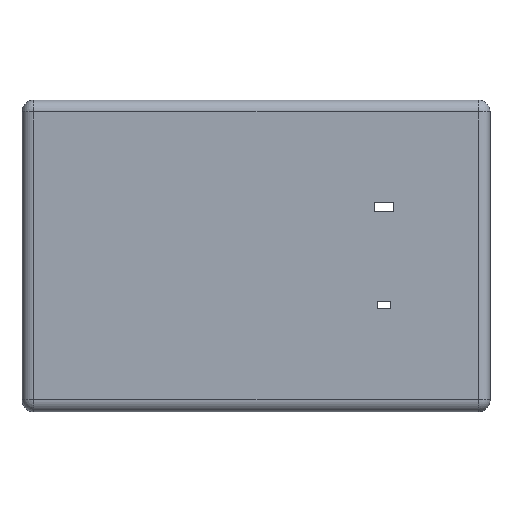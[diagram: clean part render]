
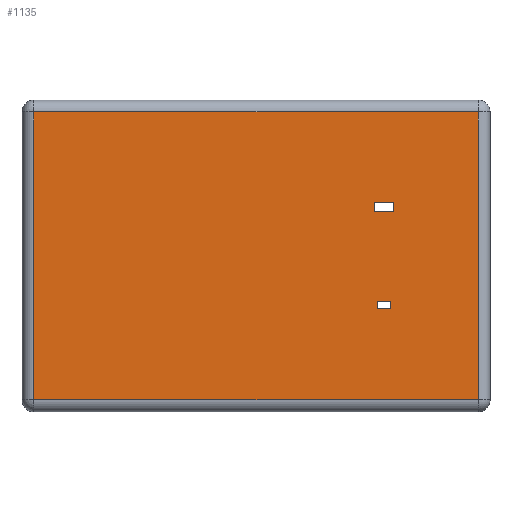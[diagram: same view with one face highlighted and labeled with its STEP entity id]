
A CAD part, top view. The second image highlights one B-rep face of the part: STEP entity #1135.
In plain terms, the highlighted planar face has unit normal (0, 0, 1).
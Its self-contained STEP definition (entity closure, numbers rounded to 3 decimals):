
#15=FACE_BOUND('',#168,.T.);
#16=FACE_BOUND('',#169,.T.);
#105=FACE_OUTER_BOUND('',#167,.T.);
#167=EDGE_LOOP('',(#955,#956,#957,#958));
#168=EDGE_LOOP('',(#959,#960,#961,#962));
#169=EDGE_LOOP('',(#963,#964,#965,#966));
#183=LINE('',#1537,#323);
#187=LINE('',#1545,#327);
#190=LINE('',#1551,#330);
#193=LINE('',#1556,#333);
#195=LINE('',#1561,#335);
#199=LINE('',#1569,#339);
#202=LINE('',#1575,#342);
#205=LINE('',#1580,#345);
#297=LINE('',#1794,#437);
#301=LINE('',#1810,#441);
#303=LINE('',#1813,#443);
#305=LINE('',#1816,#445);
#323=VECTOR('',#1239,10.);
#327=VECTOR('',#1245,10.);
#330=VECTOR('',#1250,10.);
#333=VECTOR('',#1255,10.);
#335=VECTOR('',#1259,10.);
#339=VECTOR('',#1265,10.);
#342=VECTOR('',#1270,10.);
#345=VECTOR('',#1275,10.);
#437=VECTOR('',#1469,10.);
#441=VECTOR('',#1487,10.);
#443=VECTOR('',#1491,10.);
#445=VECTOR('',#1495,10.);
#463=VERTEX_POINT('',#1535);
#464=VERTEX_POINT('',#1536);
#467=VERTEX_POINT('',#1544);
#469=VERTEX_POINT('',#1550);
#471=VERTEX_POINT('',#1559);
#472=VERTEX_POINT('',#1560);
#475=VERTEX_POINT('',#1568);
#477=VERTEX_POINT('',#1574);
#536=VERTEX_POINT('',#1756);
#541=VERTEX_POINT('',#1769);
#546=VERTEX_POINT('',#1782);
#551=VERTEX_POINT('',#1798);
#563=EDGE_CURVE('',#463,#464,#183,.T.);
#567=EDGE_CURVE('',#464,#467,#187,.T.);
#570=EDGE_CURVE('',#467,#469,#190,.T.);
#573=EDGE_CURVE('',#469,#463,#193,.T.);
#575=EDGE_CURVE('',#471,#472,#195,.T.);
#579=EDGE_CURVE('',#472,#475,#199,.T.);
#582=EDGE_CURVE('',#475,#477,#202,.T.);
#585=EDGE_CURVE('',#477,#471,#205,.T.);
#689=EDGE_CURVE('',#536,#546,#297,.T.);
#697=EDGE_CURVE('',#546,#551,#301,.T.);
#699=EDGE_CURVE('',#551,#541,#303,.T.);
#701=EDGE_CURVE('',#541,#536,#305,.T.);
#955=ORIENTED_EDGE('',*,*,#689,.F.);
#956=ORIENTED_EDGE('',*,*,#701,.F.);
#957=ORIENTED_EDGE('',*,*,#699,.F.);
#958=ORIENTED_EDGE('',*,*,#697,.F.);
#959=ORIENTED_EDGE('',*,*,#570,.T.);
#960=ORIENTED_EDGE('',*,*,#573,.T.);
#961=ORIENTED_EDGE('',*,*,#563,.T.);
#962=ORIENTED_EDGE('',*,*,#567,.T.);
#963=ORIENTED_EDGE('',*,*,#582,.T.);
#964=ORIENTED_EDGE('',*,*,#585,.T.);
#965=ORIENTED_EDGE('',*,*,#575,.T.);
#966=ORIENTED_EDGE('',*,*,#579,.T.);
#1073=PLANE('',#1227);
#1135=ADVANCED_FACE('',(#105,#15,#16),#1073,.T.);
#1227=AXIS2_PLACEMENT_3D('',#1822,#1503,#1504);
#1239=DIRECTION('',(1.,0.,0.));
#1245=DIRECTION('',(0.,-1.,0.));
#1250=DIRECTION('',(-1.,0.,0.));
#1255=DIRECTION('',(0.,1.,0.));
#1259=DIRECTION('',(0.,-1.,0.));
#1265=DIRECTION('',(-1.,0.,0.));
#1270=DIRECTION('',(0.,1.,0.));
#1275=DIRECTION('',(1.,0.,0.));
#1469=DIRECTION('',(0.,1.,0.));
#1487=DIRECTION('',(1.,0.,0.));
#1491=DIRECTION('',(0.,-1.,0.));
#1495=DIRECTION('',(-1.,0.,0.));
#1503=DIRECTION('center_axis',(0.,0.,1.));
#1504=DIRECTION('ref_axis',(1.,0.,0.));
#1535=CARTESIAN_POINT('',(27.65,5.148,8.1));
#1536=CARTESIAN_POINT('',(28.75,5.148,8.1));
#1537=CARTESIAN_POINT('',(23.13,5.148,8.1));
#1544=CARTESIAN_POINT('',(28.75,4.548,8.1));
#1545=CARTESIAN_POINT('',(28.75,6.73,8.1));
#1550=CARTESIAN_POINT('',(27.65,4.548,8.1));
#1551=CARTESIAN_POINT('',(22.58,4.548,8.1));
#1556=CARTESIAN_POINT('',(27.65,7.03,8.1));
#1559=CARTESIAN_POINT('',(28.994,13.376,8.1));
#1560=CARTESIAN_POINT('',(28.994,12.576,8.1));
#1561=CARTESIAN_POINT('',(28.994,10.744,8.1));
#1568=CARTESIAN_POINT('',(27.394,12.576,8.1));
#1569=CARTESIAN_POINT('',(22.452,12.577,8.1));
#1574=CARTESIAN_POINT('',(27.394,13.376,8.1));
#1575=CARTESIAN_POINT('',(27.394,11.145,8.1));
#1580=CARTESIAN_POINT('',(23.252,13.377,8.1));
#1756=CARTESIAN_POINT('',(-1.,-3.087,8.1));
#1769=CARTESIAN_POINT('',(36.02,-3.087,8.1));
#1782=CARTESIAN_POINT('',(-1.,20.913,8.1));
#1794=CARTESIAN_POINT('',(-1.,15.413,8.1));
#1798=CARTESIAN_POINT('',(36.02,20.913,8.1));
#1810=CARTESIAN_POINT('',(27.265,20.913,8.1));
#1813=CARTESIAN_POINT('',(36.02,13.369,8.1));
#1816=CARTESIAN_POINT('',(7.755,-3.087,8.1));
#1822=CARTESIAN_POINT('Origin',(17.51,8.913,8.1));
